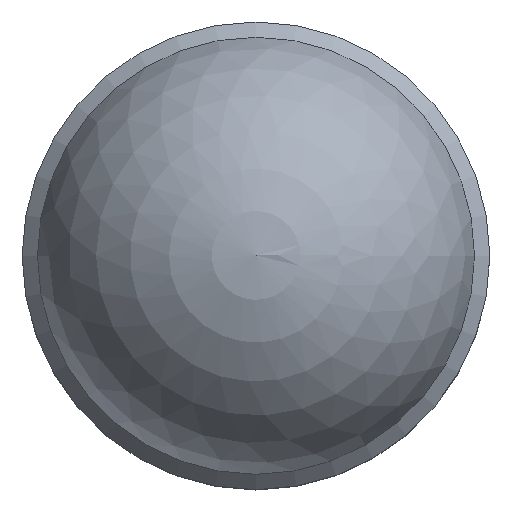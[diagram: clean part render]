
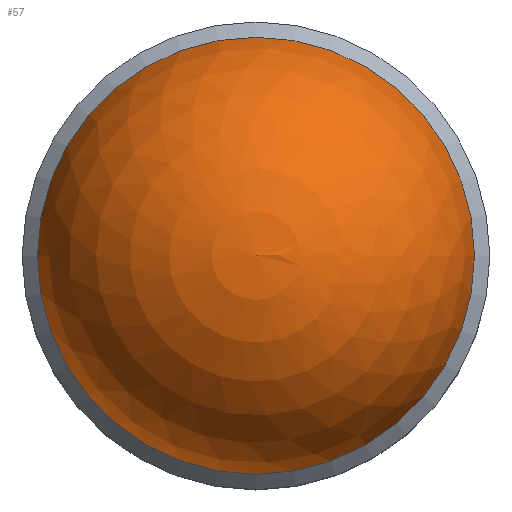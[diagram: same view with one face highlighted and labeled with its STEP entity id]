
A CAD part, top view. The second image highlights one B-rep face of the part: STEP entity #57.
In plain terms, the highlighted spherical face has radius 21 mm.
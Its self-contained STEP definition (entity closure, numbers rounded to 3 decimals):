
#57 = ADVANCED_FACE( '', ( #115 ), #116, .T. );
#115 = FACE_OUTER_BOUND( '', #166, .T. );
#116 = SPHERICAL_SURFACE( '', #167, 21. );
#166 = EDGE_LOOP( '', ( #253 ) );
#167 = AXIS2_PLACEMENT_3D( '', #254, #255, #256 );
#253 = ORIENTED_EDGE( '', *, *, #274, .T. );
#254 = CARTESIAN_POINT( '', ( 0., 0., 18.2 ) );
#255 = DIRECTION( '', ( 0., 0., 1. ) );
#256 = DIRECTION( '', ( 1., 0., 0. ) );
#274 = EDGE_CURVE( '', #310, #310, #311, .T. );
#310 = VERTEX_POINT( '', #363 );
#311 = CIRCLE( '', #364, 20.746 );
#363 = CARTESIAN_POINT( '', ( 20.746, 0., 21.454 ) );
#364 = AXIS2_PLACEMENT_3D( '', #433, #434, #435 );
#433 = CARTESIAN_POINT( '', ( 0., 0., 21.454 ) );
#434 = DIRECTION( '', ( 0., 0., 1. ) );
#435 = DIRECTION( '', ( 1., 0., 0. ) );
